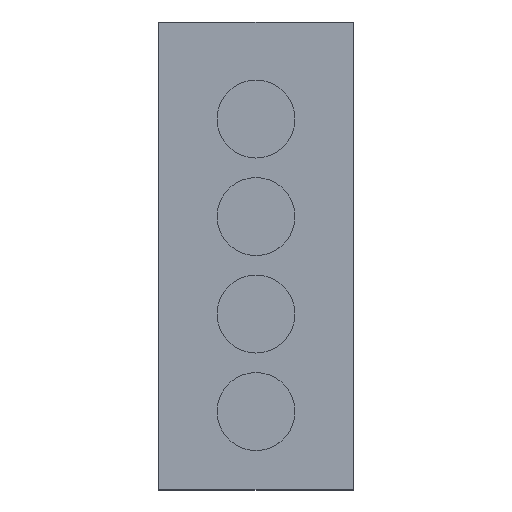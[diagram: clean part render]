
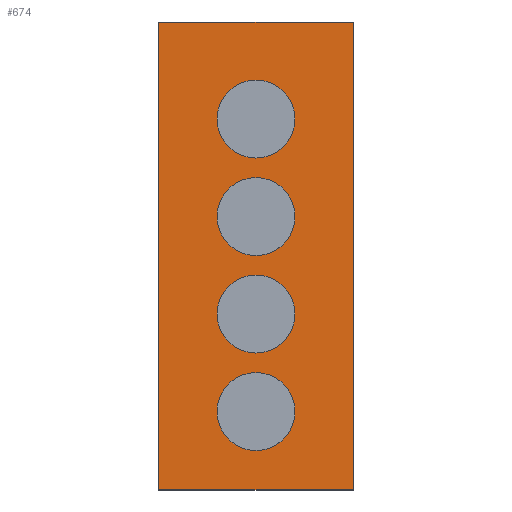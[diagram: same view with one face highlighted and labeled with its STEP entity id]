
A CAD part, top view. The second image highlights one B-rep face of the part: STEP entity #674.
In plain terms, the highlighted planar face has unit normal (0, 0, 1).
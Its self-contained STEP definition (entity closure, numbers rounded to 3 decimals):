
#360 = VERTEX_POINT('',#361);
#361 = CARTESIAN_POINT('',(0.,0.,1.));
#368 = PLANE('',#369);
#369 = AXIS2_PLACEMENT_3D('',#370,#371,#372);
#370 = CARTESIAN_POINT('',(0.,0.,0.));
#371 = DIRECTION('',(1.,0.,-0.));
#372 = DIRECTION('',(0.,0.,1.));
#380 = PLANE('',#381);
#381 = AXIS2_PLACEMENT_3D('',#382,#383,#384);
#382 = CARTESIAN_POINT('',(0.,0.,0.));
#383 = DIRECTION('',(-0.,1.,0.));
#384 = DIRECTION('',(0.,0.,1.));
#421 = VERTEX_POINT('',#422);
#422 = CARTESIAN_POINT('',(0.,24.,1.));
#436 = PLANE('',#437);
#437 = AXIS2_PLACEMENT_3D('',#438,#439,#440);
#438 = CARTESIAN_POINT('',(0.,24.,0.));
#439 = DIRECTION('',(-0.,1.,0.));
#440 = DIRECTION('',(0.,0.,1.));
#448 = EDGE_CURVE('',#360,#421,#449,.T.);
#449 = SURFACE_CURVE('',#450,(#454,#461),.PCURVE_S1.);
#450 = LINE('',#451,#452);
#451 = CARTESIAN_POINT('',(0.,0.,1.));
#452 = VECTOR('',#453,1.);
#453 = DIRECTION('',(-0.,1.,0.));
#454 = PCURVE('',#368,#455);
#455 = DEFINITIONAL_REPRESENTATION('',(#456),#460);
#456 = LINE('',#457,#458);
#457 = CARTESIAN_POINT('',(1.,0.));
#458 = VECTOR('',#459,1.);
#459 = DIRECTION('',(0.,-1.));
#460 = ( GEOMETRIC_REPRESENTATION_CONTEXT(2) 
PARAMETRIC_REPRESENTATION_CONTEXT() REPRESENTATION_CONTEXT('2D SPACE',''
  ) );
#461 = PCURVE('',#462,#467);
#462 = PLANE('',#463);
#463 = AXIS2_PLACEMENT_3D('',#464,#465,#466);
#464 = CARTESIAN_POINT('',(0.,0.,1.));
#465 = DIRECTION('',(0.,0.,1.));
#466 = DIRECTION('',(1.,0.,-0.));
#467 = DEFINITIONAL_REPRESENTATION('',(#468),#472);
#468 = LINE('',#469,#470);
#469 = CARTESIAN_POINT('',(0.,0.));
#470 = VECTOR('',#471,1.);
#471 = DIRECTION('',(0.,1.));
#472 = ( GEOMETRIC_REPRESENTATION_CONTEXT(2) 
PARAMETRIC_REPRESENTATION_CONTEXT() REPRESENTATION_CONTEXT('2D SPACE',''
  ) );
#480 = VERTEX_POINT('',#481);
#481 = CARTESIAN_POINT('',(10.,0.,1.));
#488 = PLANE('',#489);
#489 = AXIS2_PLACEMENT_3D('',#490,#491,#492);
#490 = CARTESIAN_POINT('',(10.,0.,0.));
#491 = DIRECTION('',(1.,0.,-0.));
#492 = DIRECTION('',(0.,0.,1.));
#531 = VERTEX_POINT('',#532);
#532 = CARTESIAN_POINT('',(10.,24.,1.));
#553 = EDGE_CURVE('',#480,#531,#554,.T.);
#554 = SURFACE_CURVE('',#555,(#559,#566),.PCURVE_S1.);
#555 = LINE('',#556,#557);
#556 = CARTESIAN_POINT('',(10.,0.,1.));
#557 = VECTOR('',#558,1.);
#558 = DIRECTION('',(0.,1.,0.));
#559 = PCURVE('',#488,#560);
#560 = DEFINITIONAL_REPRESENTATION('',(#561),#565);
#561 = LINE('',#562,#563);
#562 = CARTESIAN_POINT('',(1.,0.));
#563 = VECTOR('',#564,1.);
#564 = DIRECTION('',(0.,-1.));
#565 = ( GEOMETRIC_REPRESENTATION_CONTEXT(2) 
PARAMETRIC_REPRESENTATION_CONTEXT() REPRESENTATION_CONTEXT('2D SPACE',''
  ) );
#566 = PCURVE('',#462,#567);
#567 = DEFINITIONAL_REPRESENTATION('',(#568),#572);
#568 = LINE('',#569,#570);
#569 = CARTESIAN_POINT('',(10.,0.));
#570 = VECTOR('',#571,1.);
#571 = DIRECTION('',(0.,1.));
#572 = ( GEOMETRIC_REPRESENTATION_CONTEXT(2) 
PARAMETRIC_REPRESENTATION_CONTEXT() REPRESENTATION_CONTEXT('2D SPACE',''
  ) );
#599 = EDGE_CURVE('',#360,#480,#600,.T.);
#600 = SURFACE_CURVE('',#601,(#605,#612),.PCURVE_S1.);
#601 = LINE('',#602,#603);
#602 = CARTESIAN_POINT('',(0.,0.,1.));
#603 = VECTOR('',#604,1.);
#604 = DIRECTION('',(1.,0.,-0.));
#605 = PCURVE('',#380,#606);
#606 = DEFINITIONAL_REPRESENTATION('',(#607),#611);
#607 = LINE('',#608,#609);
#608 = CARTESIAN_POINT('',(1.,0.));
#609 = VECTOR('',#610,1.);
#610 = DIRECTION('',(0.,1.));
#611 = ( GEOMETRIC_REPRESENTATION_CONTEXT(2) 
PARAMETRIC_REPRESENTATION_CONTEXT() REPRESENTATION_CONTEXT('2D SPACE',''
  ) );
#612 = PCURVE('',#462,#613);
#613 = DEFINITIONAL_REPRESENTATION('',(#614),#618);
#614 = LINE('',#615,#616);
#615 = CARTESIAN_POINT('',(0.,0.));
#616 = VECTOR('',#617,1.);
#617 = DIRECTION('',(1.,0.));
#618 = ( GEOMETRIC_REPRESENTATION_CONTEXT(2) 
PARAMETRIC_REPRESENTATION_CONTEXT() REPRESENTATION_CONTEXT('2D SPACE',''
  ) );
#646 = EDGE_CURVE('',#421,#531,#647,.T.);
#647 = SURFACE_CURVE('',#648,(#652,#659),.PCURVE_S1.);
#648 = LINE('',#649,#650);
#649 = CARTESIAN_POINT('',(0.,24.,1.));
#650 = VECTOR('',#651,1.);
#651 = DIRECTION('',(1.,0.,-0.));
#652 = PCURVE('',#436,#653);
#653 = DEFINITIONAL_REPRESENTATION('',(#654),#658);
#654 = LINE('',#655,#656);
#655 = CARTESIAN_POINT('',(1.,0.));
#656 = VECTOR('',#657,1.);
#657 = DIRECTION('',(0.,1.));
#658 = ( GEOMETRIC_REPRESENTATION_CONTEXT(2) 
PARAMETRIC_REPRESENTATION_CONTEXT() REPRESENTATION_CONTEXT('2D SPACE',''
  ) );
#659 = PCURVE('',#462,#660);
#660 = DEFINITIONAL_REPRESENTATION('',(#661),#665);
#661 = LINE('',#662,#663);
#662 = CARTESIAN_POINT('',(0.,24.));
#663 = VECTOR('',#664,1.);
#664 = DIRECTION('',(1.,0.));
#665 = ( GEOMETRIC_REPRESENTATION_CONTEXT(2) 
PARAMETRIC_REPRESENTATION_CONTEXT() REPRESENTATION_CONTEXT('2D SPACE',''
  ) );
#674 = ADVANCED_FACE('',(#675),#462,.T.);
#675 = FACE_BOUND('',#676,.T.);
#676 = EDGE_LOOP('',(#677,#678,#679,#680));
#677 = ORIENTED_EDGE('',*,*,#448,.F.);
#678 = ORIENTED_EDGE('',*,*,#599,.T.);
#679 = ORIENTED_EDGE('',*,*,#553,.T.);
#680 = ORIENTED_EDGE('',*,*,#646,.F.);
